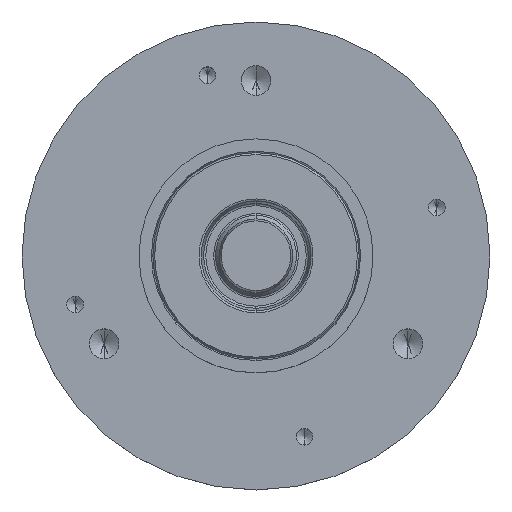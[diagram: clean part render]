
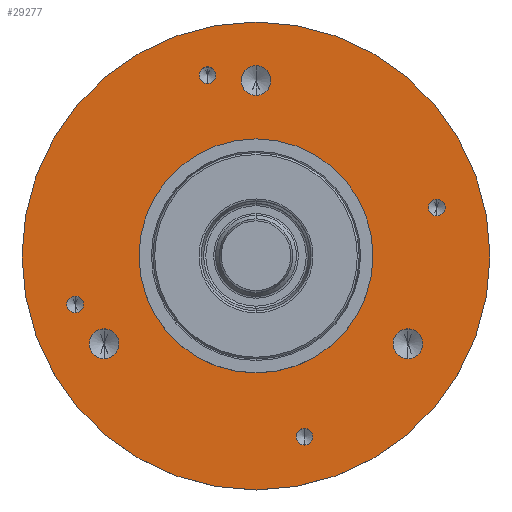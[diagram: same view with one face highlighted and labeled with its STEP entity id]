
A CAD part, top view. The second image highlights one B-rep face of the part: STEP entity #29277.
In plain terms, the highlighted planar face has unit normal (0, 0, 1).
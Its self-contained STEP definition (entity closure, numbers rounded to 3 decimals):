
#5114=CARTESIAN_POINT('',(0.,0.,22.5));
#5115=DIRECTION('',(0.,0.,1.));
#5116=DIRECTION('',(1.,0.,0.));
#5117=AXIS2_PLACEMENT_3D('',#5114,#5115,#5116);
#5128=CARTESIAN_POINT('',(0.,0.,22.5));
#5129=DIRECTION('',(0.,0.,1.));
#5130=DIRECTION('',(-1.,0.,0.));
#5131=AXIS2_PLACEMENT_3D('',#5128,#5129,#5130);
#5133=CARTESIAN_POINT('',(-24.535,-6.574,22.5));
#5134=DIRECTION('',(0.,0.,1.));
#5135=DIRECTION('',(0.,-1.,0.));
#5136=AXIS2_PLACEMENT_3D('',#5133,#5134,#5135);
#5138=CARTESIAN_POINT('',(-24.535,-6.574,22.5));
#5139=DIRECTION('',(0.,0.,1.));
#5140=DIRECTION('',(0.,1.,0.));
#5141=AXIS2_PLACEMENT_3D('',#5138,#5139,#5140);
#5143=CARTESIAN_POINT('',(-6.574,24.535,22.5));
#5144=DIRECTION('',(0.,0.,1.));
#5145=DIRECTION('',(0.,-1.,0.));
#5146=AXIS2_PLACEMENT_3D('',#5143,#5144,#5145);
#5148=CARTESIAN_POINT('',(-6.574,24.535,22.5));
#5149=DIRECTION('',(0.,0.,1.));
#5150=DIRECTION('',(0.,1.,0.));
#5151=AXIS2_PLACEMENT_3D('',#5148,#5149,#5150);
#5153=CARTESIAN_POINT('',(24.535,6.574,22.5));
#5154=DIRECTION('',(0.,0.,1.));
#5155=DIRECTION('',(0.,-1.,0.));
#5156=AXIS2_PLACEMENT_3D('',#5153,#5154,#5155);
#5158=CARTESIAN_POINT('',(24.535,6.574,22.5));
#5159=DIRECTION('',(0.,0.,1.));
#5160=DIRECTION('',(0.,1.,0.));
#5161=AXIS2_PLACEMENT_3D('',#5158,#5159,#5160);
#5163=CARTESIAN_POINT('',(6.574,-24.535,22.5));
#5164=DIRECTION('',(0.,0.,1.));
#5165=DIRECTION('',(0.,-1.,0.));
#5166=AXIS2_PLACEMENT_3D('',#5163,#5164,#5165);
#5168=CARTESIAN_POINT('',(6.574,-24.535,22.5));
#5169=DIRECTION('',(0.,0.,1.));
#5170=DIRECTION('',(0.,1.,0.));
#5171=AXIS2_PLACEMENT_3D('',#5168,#5169,#5170);
#5173=CARTESIAN_POINT('',(-20.62,-11.905,22.5));
#5174=DIRECTION('',(0.,0.,1.));
#5175=DIRECTION('',(0.,-1.,0.));
#5176=AXIS2_PLACEMENT_3D('',#5173,#5174,#5175);
#5178=CARTESIAN_POINT('',(-20.62,-11.905,22.5));
#5179=DIRECTION('',(0.,0.,1.));
#5180=DIRECTION('',(0.,1.,0.));
#5181=AXIS2_PLACEMENT_3D('',#5178,#5179,#5180);
#5183=CARTESIAN_POINT('',(0.,23.81,22.5));
#5184=DIRECTION('',(0.,0.,1.));
#5185=DIRECTION('',(0.,-1.,0.));
#5186=AXIS2_PLACEMENT_3D('',#5183,#5184,#5185);
#5188=CARTESIAN_POINT('',(0.,23.81,22.5));
#5189=DIRECTION('',(0.,0.,1.));
#5190=DIRECTION('',(0.,1.,0.));
#5191=AXIS2_PLACEMENT_3D('',#5188,#5189,#5190);
#5193=CARTESIAN_POINT('',(20.62,-11.905,22.5));
#5194=DIRECTION('',(0.,0.,1.));
#5195=DIRECTION('',(0.,-1.,0.));
#5196=AXIS2_PLACEMENT_3D('',#5193,#5194,#5195);
#5198=CARTESIAN_POINT('',(20.62,-11.905,22.5));
#5199=DIRECTION('',(0.,0.,1.));
#5200=DIRECTION('',(0.,1.,0.));
#5201=AXIS2_PLACEMENT_3D('',#5198,#5199,#5200);
#5207=CARTESIAN_POINT('',(0.,0.,22.5));
#5208=DIRECTION('',(0.,0.,1.));
#5209=DIRECTION('',(0.,1.,0.));
#5210=AXIS2_PLACEMENT_3D('',#5207,#5208,#5209);
#5226=CARTESIAN_POINT('',(0.,0.,22.5));
#5227=DIRECTION('',(0.,0.,-1.));
#5228=DIRECTION('',(0.,1.,0.));
#5229=AXIS2_PLACEMENT_3D('',#5226,#5227,#5228);
#20531=CARTESIAN_POINT('',(0.,15.875,22.5));
#20532=CARTESIAN_POINT('',(0.,-15.875,22.5));
#20533=VERTEX_POINT('',#20531);
#20534=VERTEX_POINT('',#20532);
#20543=CARTESIAN_POINT('',(31.75,0.,22.5));
#20544=CARTESIAN_POINT('',(-31.75,0.,22.5));
#20545=VERTEX_POINT('',#20543);
#20546=VERTEX_POINT('',#20544);
#20557=CARTESIAN_POINT('',(-24.535,-7.704,22.5));
#20558=CARTESIAN_POINT('',(-24.535,-5.444,22.5));
#20559=VERTEX_POINT('',#20557);
#20560=VERTEX_POINT('',#20558);
#20567=CARTESIAN_POINT('',(-6.574,23.404,22.5));
#20568=CARTESIAN_POINT('',(-6.574,25.665,22.5));
#20569=VERTEX_POINT('',#20567);
#20570=VERTEX_POINT('',#20568);
#20577=CARTESIAN_POINT('',(24.535,5.444,22.5));
#20578=CARTESIAN_POINT('',(24.535,7.704,22.5));
#20579=VERTEX_POINT('',#20577);
#20580=VERTEX_POINT('',#20578);
#20587=CARTESIAN_POINT('',(6.574,-25.665,22.5));
#20588=CARTESIAN_POINT('',(6.574,-23.404,22.5));
#20589=VERTEX_POINT('',#20587);
#20590=VERTEX_POINT('',#20588);
#20597=CARTESIAN_POINT('',(-20.62,-13.924,22.5));
#20598=CARTESIAN_POINT('',(-20.62,-9.886,22.5));
#20599=VERTEX_POINT('',#20597);
#20600=VERTEX_POINT('',#20598);
#20607=CARTESIAN_POINT('',(0.,21.791,22.5));
#20608=CARTESIAN_POINT('',(0.,25.829,22.5));
#20609=VERTEX_POINT('',#20607);
#20610=VERTEX_POINT('',#20608);
#20617=CARTESIAN_POINT('',(20.62,-13.924,22.5));
#20618=CARTESIAN_POINT('',(20.62,-9.886,22.5));
#20619=VERTEX_POINT('',#20617);
#20620=VERTEX_POINT('',#20618);
#29220=CARTESIAN_POINT('',(0.,0.,22.5));
#29221=DIRECTION('',(0.,0.,-1.));
#29222=DIRECTION('',(0.,1.,0.));
#29223=AXIS2_PLACEMENT_3D('',#29220,#29221,#29222);
#29224=PLANE('',#29223);
#29225=ORIENTED_EDGE('',*,*,#29200,.F.);
#29226=ORIENTED_EDGE('',*,*,#29214,.F.);
#29227=EDGE_LOOP('',(#29225,#29226));
#29228=FACE_OUTER_BOUND('',#29227,.F.);
#29230=ORIENTED_EDGE('',*,*,#29229,.T.);
#29232=ORIENTED_EDGE('',*,*,#29231,.F.);
#29233=EDGE_LOOP('',(#29230,#29232));
#29234=FACE_BOUND('',#29233,.F.);
#29236=ORIENTED_EDGE('',*,*,#29235,.T.);
#29238=ORIENTED_EDGE('',*,*,#29237,.T.);
#29239=EDGE_LOOP('',(#29236,#29238));
#29240=FACE_BOUND('',#29239,.F.);
#29242=ORIENTED_EDGE('',*,*,#29241,.T.);
#29244=ORIENTED_EDGE('',*,*,#29243,.T.);
#29245=EDGE_LOOP('',(#29242,#29244));
#29246=FACE_BOUND('',#29245,.F.);
#29248=ORIENTED_EDGE('',*,*,#29247,.T.);
#29250=ORIENTED_EDGE('',*,*,#29249,.T.);
#29251=EDGE_LOOP('',(#29248,#29250));
#29252=FACE_BOUND('',#29251,.F.);
#29254=ORIENTED_EDGE('',*,*,#29253,.T.);
#29256=ORIENTED_EDGE('',*,*,#29255,.T.);
#29257=EDGE_LOOP('',(#29254,#29256));
#29258=FACE_BOUND('',#29257,.F.);
#29260=ORIENTED_EDGE('',*,*,#29259,.T.);
#29262=ORIENTED_EDGE('',*,*,#29261,.T.);
#29263=EDGE_LOOP('',(#29260,#29262));
#29264=FACE_BOUND('',#29263,.F.);
#29266=ORIENTED_EDGE('',*,*,#29265,.T.);
#29268=ORIENTED_EDGE('',*,*,#29267,.T.);
#29269=EDGE_LOOP('',(#29266,#29268));
#29270=FACE_BOUND('',#29269,.F.);
#29272=ORIENTED_EDGE('',*,*,#29271,.T.);
#29274=ORIENTED_EDGE('',*,*,#29273,.T.);
#29275=EDGE_LOOP('',(#29272,#29274));
#29276=FACE_BOUND('',#29275,.F.);
#5118=CIRCLE('',#5117,31.75);
#5132=CIRCLE('',#5131,31.75);
#5137=CIRCLE('',#5136,1.13);
#5142=CIRCLE('',#5141,1.13);
#5147=CIRCLE('',#5146,1.13);
#5152=CIRCLE('',#5151,1.13);
#5157=CIRCLE('',#5156,1.13);
#5162=CIRCLE('',#5161,1.13);
#5167=CIRCLE('',#5166,1.13);
#5172=CIRCLE('',#5171,1.13);
#5177=CIRCLE('',#5176,2.019);
#5182=CIRCLE('',#5181,2.019);
#5187=CIRCLE('',#5186,2.019);
#5192=CIRCLE('',#5191,2.019);
#5197=CIRCLE('',#5196,2.019);
#5202=CIRCLE('',#5201,2.019);
#5211=CIRCLE('',#5210,15.875);
#5230=CIRCLE('',#5229,15.875);
#29200=EDGE_CURVE('',#20545,#20546,#5118,.T.);
#29214=EDGE_CURVE('',#20546,#20545,#5132,.T.);
#29229=EDGE_CURVE('',#20533,#20534,#5211,.T.);
#29231=EDGE_CURVE('',#20533,#20534,#5230,.T.);
#29235=EDGE_CURVE('',#20559,#20560,#5137,.T.);
#29237=EDGE_CURVE('',#20560,#20559,#5142,.T.);
#29241=EDGE_CURVE('',#20569,#20570,#5147,.T.);
#29243=EDGE_CURVE('',#20570,#20569,#5152,.T.);
#29247=EDGE_CURVE('',#20579,#20580,#5157,.T.);
#29249=EDGE_CURVE('',#20580,#20579,#5162,.T.);
#29253=EDGE_CURVE('',#20589,#20590,#5167,.T.);
#29255=EDGE_CURVE('',#20590,#20589,#5172,.T.);
#29259=EDGE_CURVE('',#20599,#20600,#5177,.T.);
#29261=EDGE_CURVE('',#20600,#20599,#5182,.T.);
#29265=EDGE_CURVE('',#20609,#20610,#5187,.T.);
#29267=EDGE_CURVE('',#20610,#20609,#5192,.T.);
#29271=EDGE_CURVE('',#20619,#20620,#5197,.T.);
#29273=EDGE_CURVE('',#20620,#20619,#5202,.T.);
#29277=ADVANCED_FACE('',(#29228,#29234,#29240,#29246,#29252,#29258,#29264,
#29270,#29276),#29224,.F.);
